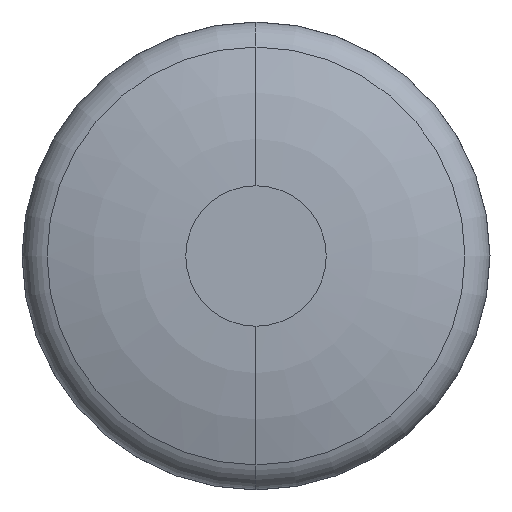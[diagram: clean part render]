
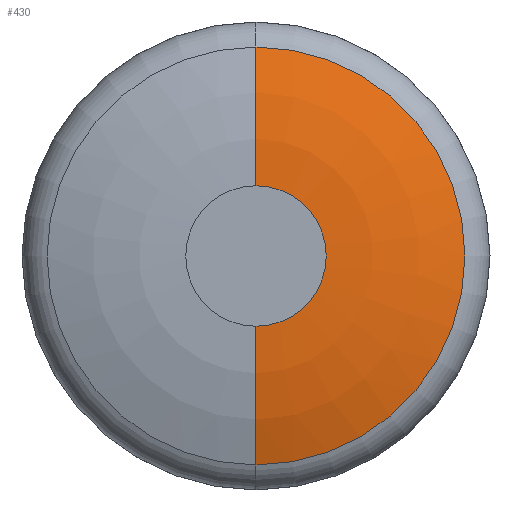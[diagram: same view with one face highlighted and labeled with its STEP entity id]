
A CAD part, front view. The second image highlights one B-rep face of the part: STEP entity #430.
In plain terms, the highlighted toroidal (fillet/blend) face has major radius 1.5 mm and minor radius 9 mm.
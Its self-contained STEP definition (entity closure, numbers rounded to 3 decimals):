
#19 = AXIS2_PLACEMENT_3D ( 'NONE', #343, #474, #351 ) ;
#55 = EDGE_LOOP ( 'NONE', ( #114, #94, #498, #363 ) ) ;
#66 = EDGE_CURVE ( 'NONE', #518, #420, #133, .T. ) ;
#67 = DIRECTION ( 'NONE',  ( 0., 0., -1. ) ) ;
#70 = AXIS2_PLACEMENT_3D ( 'NONE', #399, #307, #67 ) ;
#74 = CARTESIAN_POINT ( 'NONE',  ( 0., 0.502, 4.463 ) ) ;
#94 = ORIENTED_EDGE ( 'NONE', *, *, #66, .T. ) ;
#95 = DIRECTION ( 'NONE',  ( 1., 0., 0. ) ) ;
#96 = AXIS2_PLACEMENT_3D ( 'NONE', #329, #224, #258 ) ;
#103 = CARTESIAN_POINT ( 'NONE',  ( 0., 9., 1.5 ) ) ;
#114 = ORIENTED_EDGE ( 'NONE', *, *, #520, .T. ) ;
#133 = CIRCLE ( 'NONE', #305, 9. ) ;
#135 = CIRCLE ( 'NONE', #281, 4.463 ) ;
#157 = CIRCLE ( 'NONE', #19, 1.5 ) ;
#165 = VERTEX_POINT ( 'NONE', #234 ) ;
#224 = DIRECTION ( 'NONE',  ( -1., 0., 0. ) ) ;
#234 = CARTESIAN_POINT ( 'NONE',  ( 0., 0., -1.5 ) ) ;
#258 = DIRECTION ( 'NONE',  ( 0., 0., 1. ) ) ;
#281 = AXIS2_PLACEMENT_3D ( 'NONE', #454, #312, #486 ) ;
#296 = CIRCLE ( 'NONE', #96, 9. ) ;
#305 = AXIS2_PLACEMENT_3D ( 'NONE', #103, #95, #339 ) ;
#307 = DIRECTION ( 'NONE',  ( 0., -1., 0. ) ) ;
#312 = DIRECTION ( 'NONE',  ( 0., -1., 0. ) ) ;
#329 = CARTESIAN_POINT ( 'NONE',  ( 0., 9., -1.5 ) ) ;
#339 = DIRECTION ( 'NONE',  ( 0., 0., -1. ) ) ;
#343 = CARTESIAN_POINT ( 'NONE',  ( 0., 0., 0. ) ) ;
#344 = CARTESIAN_POINT ( 'NONE',  ( 0., 0., 1.5 ) ) ;
#351 = DIRECTION ( 'NONE',  ( 0., 0., -1. ) ) ;
#353 = EDGE_CURVE ( 'NONE', #542, #165, #296, .T. ) ;
#363 = ORIENTED_EDGE ( 'NONE', *, *, #353, .F. ) ;
#375 = TOROIDAL_SURFACE ( 'NONE', #70, 1.5, 9. ) ;
#399 = CARTESIAN_POINT ( 'NONE',  ( 0., 9., 0. ) ) ;
#420 = VERTEX_POINT ( 'NONE', #344 ) ;
#430 = ADVANCED_FACE ( 'NONE', ( #517 ), #375, .T. ) ;
#454 = CARTESIAN_POINT ( 'NONE',  ( 0., 0.502, 0. ) ) ;
#474 = DIRECTION ( 'NONE',  ( 0., -1., 0. ) ) ;
#486 = DIRECTION ( 'NONE',  ( 0., 0., -1. ) ) ;
#498 = ORIENTED_EDGE ( 'NONE', *, *, #505, .F. ) ;
#505 = EDGE_CURVE ( 'NONE', #165, #420, #157, .T. ) ;
#517 = FACE_OUTER_BOUND ( 'NONE', #55, .T. ) ;
#518 = VERTEX_POINT ( 'NONE', #74 ) ;
#520 = EDGE_CURVE ( 'NONE', #542, #518, #135, .T. ) ;
#542 = VERTEX_POINT ( 'NONE', #551 ) ;
#551 = CARTESIAN_POINT ( 'NONE',  ( 0., 0.502, -4.463 ) ) ;
